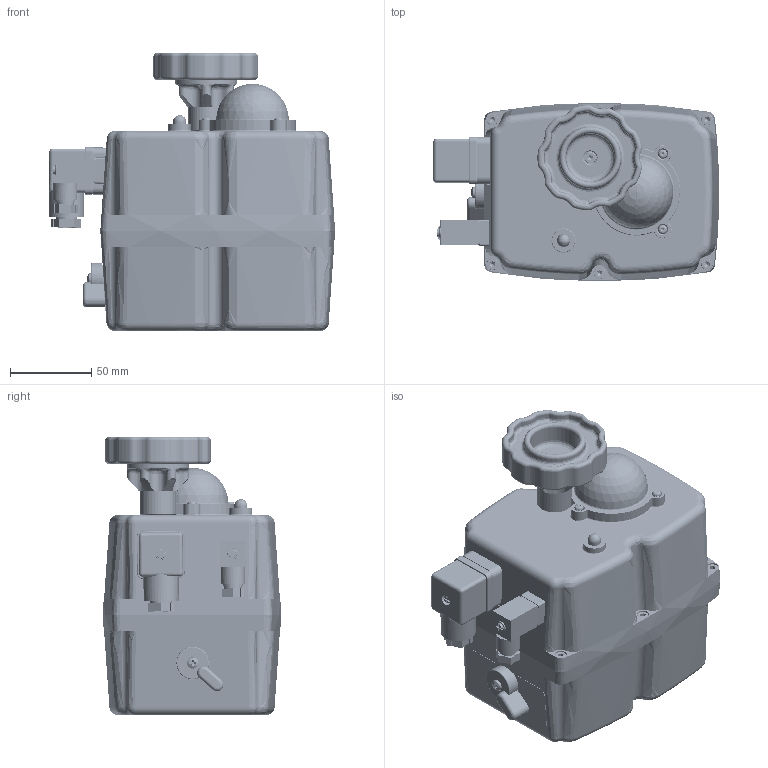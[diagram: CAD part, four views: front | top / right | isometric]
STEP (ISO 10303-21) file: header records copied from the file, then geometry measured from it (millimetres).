
FILE_DESCRIPTION (( 'STEP AP214' ), '1' );
FILE_NAME ('J4C-S20-Elektrischer-Schwenkantrieb-24V-230V-240V-Fergo.STEP', '2022-11-14T11:44:29', ( '' ), ( '' ), 'SwSTEP 2.0', 'SolidWorks 2022', '' );
FILE_SCHEMA (( 'AUTOMOTIVE_DESIGN' ));
Length unit declared in the file: millimetre
Products named in the file (1): J4C-S20-Elektrischer-Schwenkantrieb-24V-230V-240V-Fergo
Bounding box: 176.14 x 110 x 171.1 mm (x, y, z)
Volume: 504921.2 mm3; surface area: 272249.8 mm2
Topology: 56 solids, 56 shells, 4905 faces, 12057 edges, 7309 vertices
Faces by surface type: cylinder 1596, plane 1140, cone 1112, torus 606, bspline 321, sphere 130
Entity records: 184516 total; most frequent: CARTESIAN_POINT 67483, DIRECTION 25884, ORIENTED_EDGE 23846, EDGE_CURVE 11923, AXIS2_PLACEMENT_3D 10491, VERTEX_POINT 7303, CIRCLE 5906, EDGE_LOOP 5238
